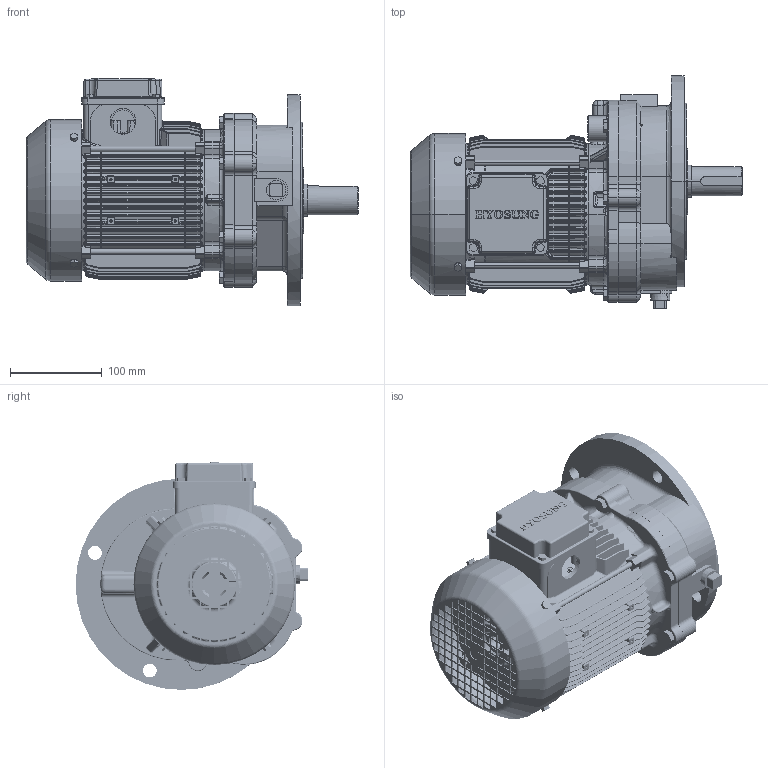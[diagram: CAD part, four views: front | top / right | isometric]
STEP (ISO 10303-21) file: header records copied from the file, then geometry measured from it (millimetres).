
FILE_DESCRIPTION (( 'STEP AP214' ), '1' );
FILE_NAME ('EK2DO100764H0001_F1VA13_0.75KW_R5~30_CUSTOMER.stp', '2024-03-13T04:45:16', ( 'admin' ), ( '' ), 'SwSTEP 2.0', 'SolidWorks 2022', '' );
FILE_SCHEMA (( 'AUTOMOTIVE_DESIGN' ));
Length unit declared in the file: millimetre
Products named in the file (1): EK2DO100764H0001_F1VA13_0.75KW_R5~30_CUSTOMER
Bounding box: 361.5 x 253.5 x 248 mm (x, y, z)
Volume: 3483941.1 mm3; surface area: 873165.8 mm2
Topology: 28 solids, 29 shells, 6598 faces, 16500 edges, 9942 vertices
Faces by surface type: cylinder 2128, bspline 1905, plane 1450, torus 709, cone 303, sphere 103
Entity records: 323886 total; most frequent: CARTESIAN_POINT 105805, ORIENTED_EDGE 32750, DIRECTION 27813, EDGE_CURVE 16375, AXIS2_PLACEMENT_3D 11049, VERTEX_POINT 9934, EDGE_LOOP 7045, UNCERTAINTY_MEASURE_WITH_UNIT 6628
